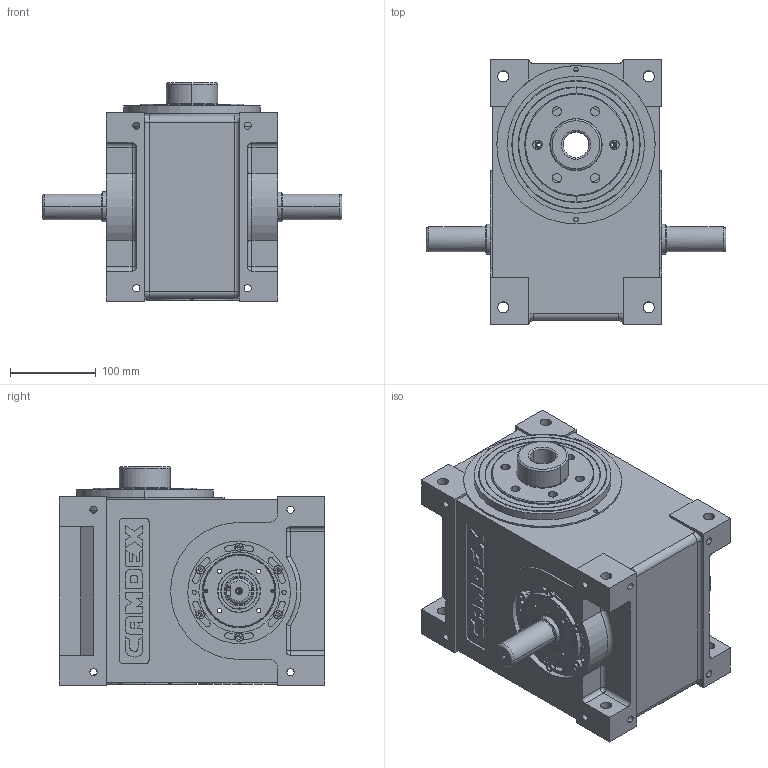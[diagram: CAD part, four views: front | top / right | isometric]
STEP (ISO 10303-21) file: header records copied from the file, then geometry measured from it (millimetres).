
FILE_DESCRIPTION (( 'STEP AP203' ), '1' );
FILE_NAME ('110DFH-OUT (ÖÐ¿Õ30).STEP', '2017-07-15T06:23:43', ( '' ), ( '' ), 'SwSTEP 2.0', 'SolidWorks 2015', '' );
FILE_SCHEMA (( 'CONFIG_CONTROL_DESIGN' ));
Length unit declared in the file: millimetre
Products named in the file (1): 110DFH-OUT (笢諾30)
Bounding box: 350 x 310 x 255 mm (x, y, z)
Surface area: 544112.7 mm2 (no closed solid volume)
Topology: 0 solids, 61 shells, 977 faces, 2738 edges, 1762 vertices
Faces by surface type: plane 456, cylinder 330, torus 95, cone 80, bspline 12, sphere 4
Entity records: 31584 total; most frequent: CARTESIAN_POINT 6040, DIRECTION 5642, ORIENTED_EDGE 4735, EDGE_CURVE 2698, AXIS2_PLACEMENT_3D 2020, VERTEX_POINT 1762, VECTOR 1602, LINE 1602
